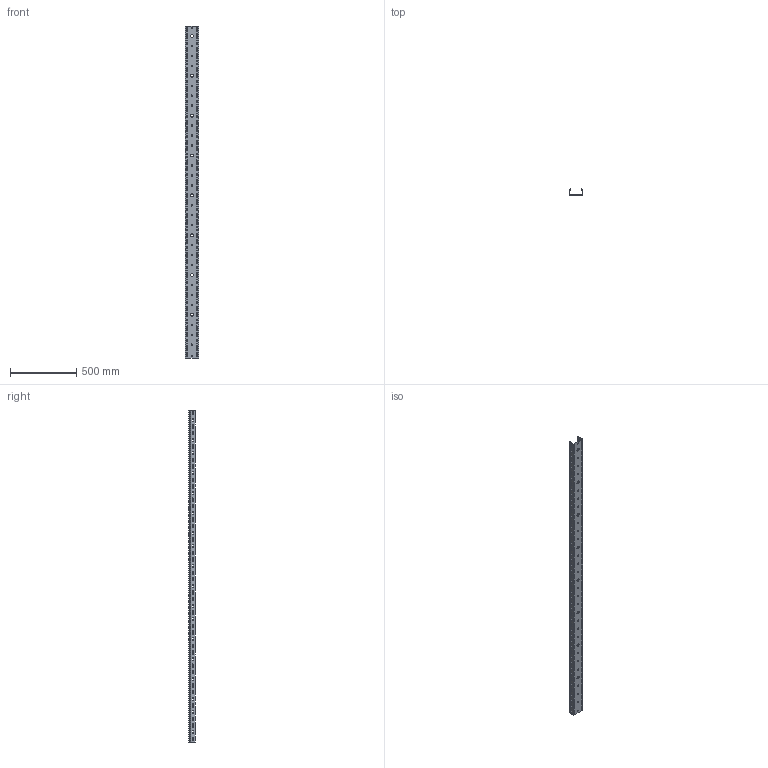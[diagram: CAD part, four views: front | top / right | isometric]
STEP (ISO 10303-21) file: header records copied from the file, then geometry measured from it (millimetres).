
FILE_DESCRIPTION (( 'STEP AP203' ), '1' );
FILE_NAME ('CLP10-050-100-150-D25 Ëîòîê ïåðôîðèðîâàííûé ESCA 50õ100õ2500-1,5 IEK.STEP', '2021-10-04T12:09:23', ( '' ), ( '' ), 'SwSTEP 2.0', 'SolidWorks 2017', '' );
FILE_SCHEMA (( 'CONFIG_CONTROL_DESIGN' ));
Length unit declared in the file: millimetre
Products named in the file (1): CLP10-050-100-150-D25 Ëîòîê ïåðôîðèðîâàííûé ESCA 50õ100õ2500-1,5 IEK
Bounding box: 100 x 49.97 x 2500 mm (x, y, z)
Volume: 927263 mm3; surface area: 988778.3 mm2
Topology: 1 solids, 1 shells, 1116 faces, 3342 edges, 2228 vertices
Faces by surface type: cylinder 672, plane 444
Entity records: 39143 total; most frequent: DIRECTION 6920, CARTESIAN_POINT 6687, ORIENTED_EDGE 6684, EDGE_CURVE 3342, AXIS2_PLACEMENT_3D 2461, VERTEX_POINT 2228, VECTOR 1998, LINE 1998
